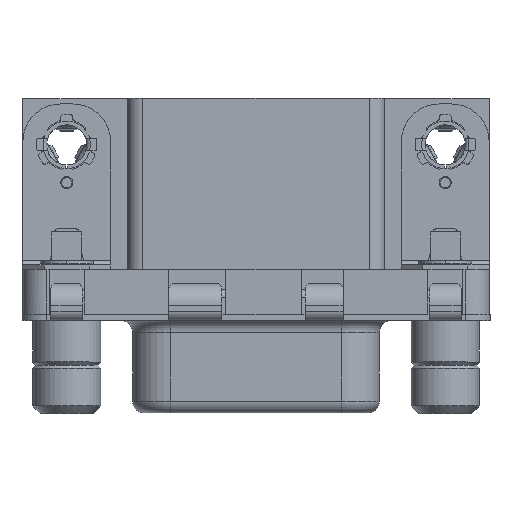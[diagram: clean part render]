
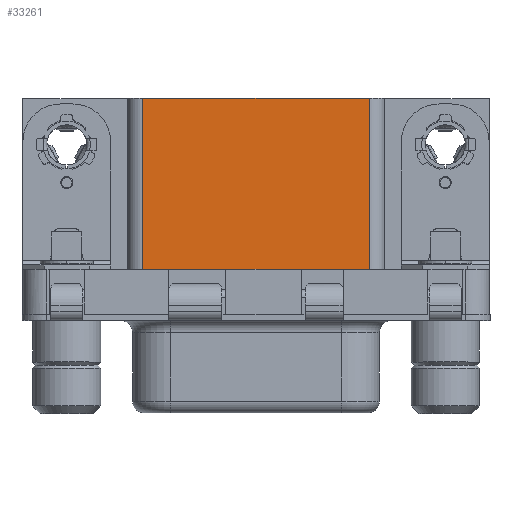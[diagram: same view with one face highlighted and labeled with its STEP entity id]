
A CAD part, top view. The second image highlights one B-rep face of the part: STEP entity #33261.
In plain terms, the highlighted planar face has unit normal (0, 0, 1).
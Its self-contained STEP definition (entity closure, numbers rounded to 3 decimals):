
#1267=DIRECTION('',(1.,0.,0.));
#1268=VECTOR('',#1267,14.96);
#1269=CARTESIAN_POINT('',(-7.48,2.95,10.02));
#1270=LINE('4806',#1269,#1268);
#7894=DIRECTION('',(1.,0.,0.));
#7895=VECTOR('',#7894,14.96);
#7896=CARTESIAN_POINT('',(-7.48,14.25,10.02));
#7897=LINE('4805',#7896,#7895);
#8080=DIRECTION('',(0.,-1.,0.));
#8081=VECTOR('',#8080,11.3);
#8082=CARTESIAN_POINT('',(7.48,14.25,10.02));
#8083=LINE('4799',#8082,#8081);
#8084=DIRECTION('',(0.,-1.,0.));
#8085=VECTOR('',#8084,11.3);
#8086=CARTESIAN_POINT('',(-7.48,14.25,10.02));
#8087=LINE('4804',#8086,#8085);
#17330=CARTESIAN_POINT('',(7.48,14.25,10.02));
#17331=CARTESIAN_POINT('',(7.48,2.95,10.02));
#17332=VERTEX_POINT('',#17330);
#17333=VERTEX_POINT('',#17331);
#17342=CARTESIAN_POINT('',(-7.48,14.25,10.02));
#17343=VERTEX_POINT('',#17342);
#17344=CARTESIAN_POINT('',(-7.48,2.95,10.02));
#17345=VERTEX_POINT('',#17344);
#33249=CARTESIAN_POINT('',(-8.48,2.95,10.02));
#33250=DIRECTION('',(0.,0.,1.));
#33251=DIRECTION('',(1.,0.,0.));
#33252=AXIS2_PLACEMENT_3D('',#33249,#33250,#33251);
#33253=PLANE('3586',#33252);
#33254=ORIENTED_EDGE('4799',*,*,#33234,.T.);
#33255=ORIENTED_EDGE('4806',*,*,#23169,.F.);
#33257=ORIENTED_EDGE('4804',*,*,#33256,.F.);
#33258=ORIENTED_EDGE('4805',*,*,#32808,.T.);
#33259=EDGE_LOOP('3586',(#33254,#33255,#33257,#33258));
#33260=FACE_OUTER_BOUND('3586',#33259,.F.);
#33261=ADVANCED_FACE('3586',(#33260),#33253,.T.);
#23169=EDGE_CURVE('4806',#17345,#17333,#1270,.T.);
#32808=EDGE_CURVE('4805',#17343,#17332,#7897,.T.);
#33234=EDGE_CURVE('4799',#17332,#17333,#8083,.T.);
#33256=EDGE_CURVE('4804',#17343,#17345,#8087,.T.);
